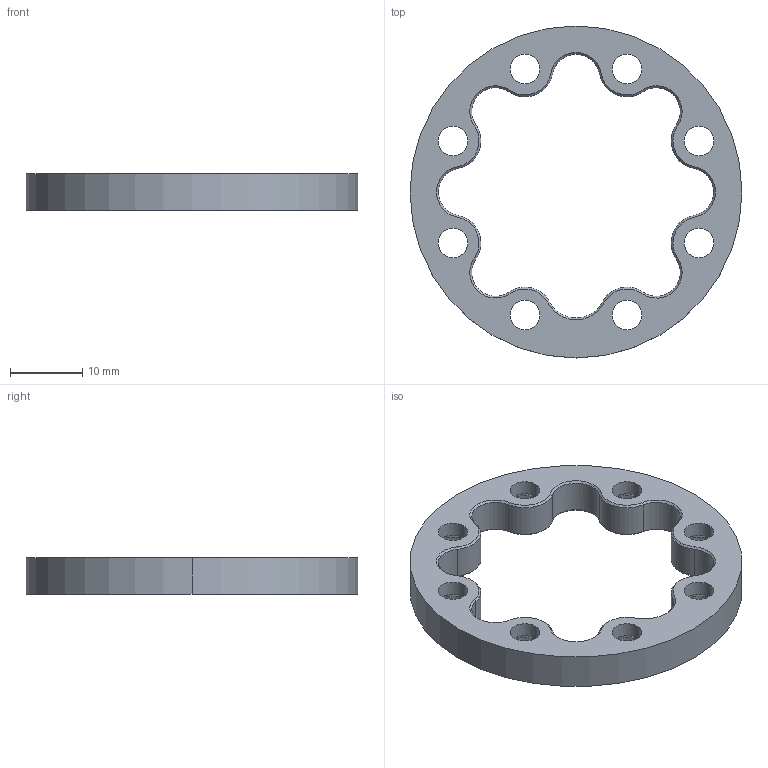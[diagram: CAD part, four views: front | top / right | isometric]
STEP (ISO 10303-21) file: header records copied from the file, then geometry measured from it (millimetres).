
FILE_DESCRIPTION (( 'STEP AP214' ), '1' );
FILE_NAME ('SRAM_8-Bolt.STEP', '2025-11-24T22:55:59', ( '' ), ( '' ), 'SwSTEP 2.0', 'SolidWorks 2026', '' );
FILE_SCHEMA (( 'AUTOMOTIVE_DESIGN' ));
Length unit declared in the file: millimetre
Products named in the file (1): SRAM_8-Bolt
Bounding box: 46 x 46 x 5 mm (x, y, z)
Volume: 3058.2 mm3; surface area: 3254.6 mm2
Topology: 1 solids, 1 shells, 115 faces, 270 edges, 157 vertices
Faces by surface type: cone 58, cylinder 55, plane 2
Entity records: 3348 total; most frequent: DIRECTION 659, CARTESIAN_POINT 543, ORIENTED_EDGE 540, AXIS2_PLACEMENT_3D 273, EDGE_CURVE 270, VERTEX_POINT 157, CIRCLE 157, EDGE_LOOP 133
